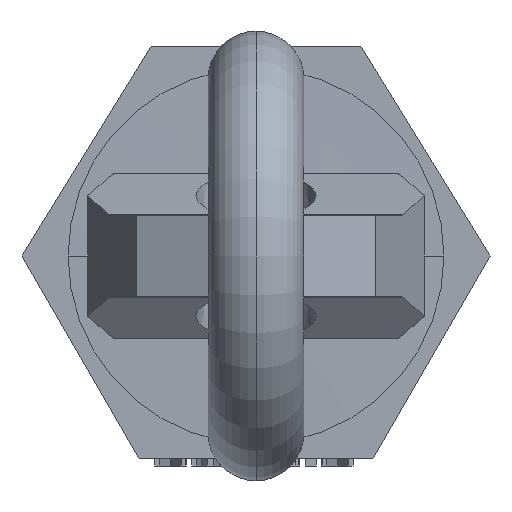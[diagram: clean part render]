
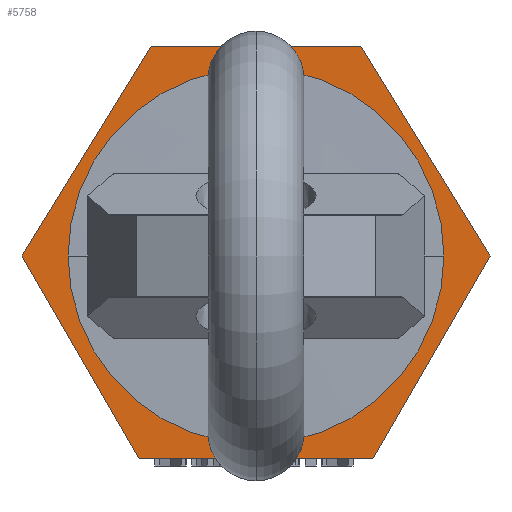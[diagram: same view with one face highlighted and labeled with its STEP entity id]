
A CAD part, front view. The second image highlights one B-rep face of the part: STEP entity #5758.
In plain terms, the highlighted planar face has unit normal (0, -1, 0).
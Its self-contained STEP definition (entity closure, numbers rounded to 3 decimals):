
#1117=DIRECTION('',(-0.5,0.,0.866));
#1118=VECTOR('',#1117,31.754);
#1119=CARTESIAN_POINT('',(-15.877,21.26,-7.5));
#1120=LINE('',#1119,#1118);
#1121=DIRECTION('',(0.525,0.,0.851));
#1122=VECTOR('',#1121,33.344);
#1123=CARTESIAN_POINT('',(-31.754,21.26,20.));
#1124=LINE('',#1123,#1122);
#1125=DIRECTION('',(1.,0.,0.));
#1126=VECTOR('',#1125,28.495);
#1127=CARTESIAN_POINT('',(-14.248,21.26,48.379));
#1128=LINE('',#1127,#1126);
#1129=DIRECTION('',(0.525,0.,-0.851));
#1130=VECTOR('',#1129,33.344);
#1131=CARTESIAN_POINT('',(14.248,21.26,48.379));
#1132=LINE('',#1131,#1130);
#1133=DIRECTION('',(-0.5,0.,-0.866));
#1134=VECTOR('',#1133,31.754);
#1135=CARTESIAN_POINT('',(31.754,21.26,20.));
#1136=LINE('',#1135,#1134);
#1137=DIRECTION('',(-1.,0.,0.));
#1138=VECTOR('',#1137,31.754);
#1139=CARTESIAN_POINT('',(15.877,21.26,-7.5));
#1140=LINE('',#1139,#1138);
#1213=CARTESIAN_POINT('',(0.,21.26,20.));
#1214=DIRECTION('',(0.,1.,0.));
#1215=DIRECTION('',(1.,0.,0.));
#1216=AXIS2_PLACEMENT_3D('',#1213,#1214,#1215);
#1226=CARTESIAN_POINT('',(0.,21.26,20.));
#1227=DIRECTION('',(0.,-1.,0.));
#1228=DIRECTION('',(1.,0.,0.));
#1229=AXIS2_PLACEMENT_3D('',#1226,#1227,#1228);
#3933=CARTESIAN_POINT('',(-15.877,21.26,-7.5));
#3934=CARTESIAN_POINT('',(-31.754,21.26,20.));
#3935=VERTEX_POINT('',#3933);
#3936=VERTEX_POINT('',#3934);
#3937=CARTESIAN_POINT('',(-14.248,21.26,48.379));
#3938=VERTEX_POINT('',#3937);
#3939=CARTESIAN_POINT('',(14.248,21.26,48.379));
#3940=VERTEX_POINT('',#3939);
#3941=CARTESIAN_POINT('',(31.754,21.26,20.));
#3942=VERTEX_POINT('',#3941);
#3943=CARTESIAN_POINT('',(15.877,21.26,-7.5));
#3944=VERTEX_POINT('',#3943);
#3957=CARTESIAN_POINT('',(21.,21.26,20.));
#3958=CARTESIAN_POINT('',(-21.,21.26,20.));
#3959=VERTEX_POINT('',#3957);
#3960=VERTEX_POINT('',#3958);
#5734=CARTESIAN_POINT('',(0.,21.26,20.));
#5735=DIRECTION('',(0.,1.,0.));
#5736=DIRECTION('',(1.,0.,0.));
#5737=AXIS2_PLACEMENT_3D('',#5734,#5735,#5736);
#5738=PLANE('',#5737);
#5740=ORIENTED_EDGE('',*,*,#5739,.T.);
#5742=ORIENTED_EDGE('',*,*,#5741,.T.);
#5744=ORIENTED_EDGE('',*,*,#5743,.T.);
#5746=ORIENTED_EDGE('',*,*,#5745,.T.);
#5748=ORIENTED_EDGE('',*,*,#5747,.T.);
#5749=ORIENTED_EDGE('',*,*,#5098,.T.);
#5750=EDGE_LOOP('',(#5740,#5742,#5744,#5746,#5748,#5749));
#5751=FACE_OUTER_BOUND('',#5750,.F.);
#5753=ORIENTED_EDGE('',*,*,#5752,.F.);
#5755=ORIENTED_EDGE('',*,*,#5754,.T.);
#5756=EDGE_LOOP('',(#5753,#5755));
#5757=FACE_BOUND('',#5756,.F.);
#5758=ADVANCED_FACE('',(#5751,#5757),#5738,.F.);
#1217=CIRCLE('',#1216,21.);
#1230=CIRCLE('',#1229,21.);
#5098=EDGE_CURVE('',#3944,#3935,#1140,.T.);
#5739=EDGE_CURVE('',#3935,#3936,#1120,.T.);
#5741=EDGE_CURVE('',#3936,#3938,#1124,.T.);
#5743=EDGE_CURVE('',#3938,#3940,#1128,.T.);
#5745=EDGE_CURVE('',#3940,#3942,#1132,.T.);
#5747=EDGE_CURVE('',#3942,#3944,#1136,.T.);
#5752=EDGE_CURVE('',#3959,#3960,#1217,.T.);
#5754=EDGE_CURVE('',#3959,#3960,#1230,.T.);
